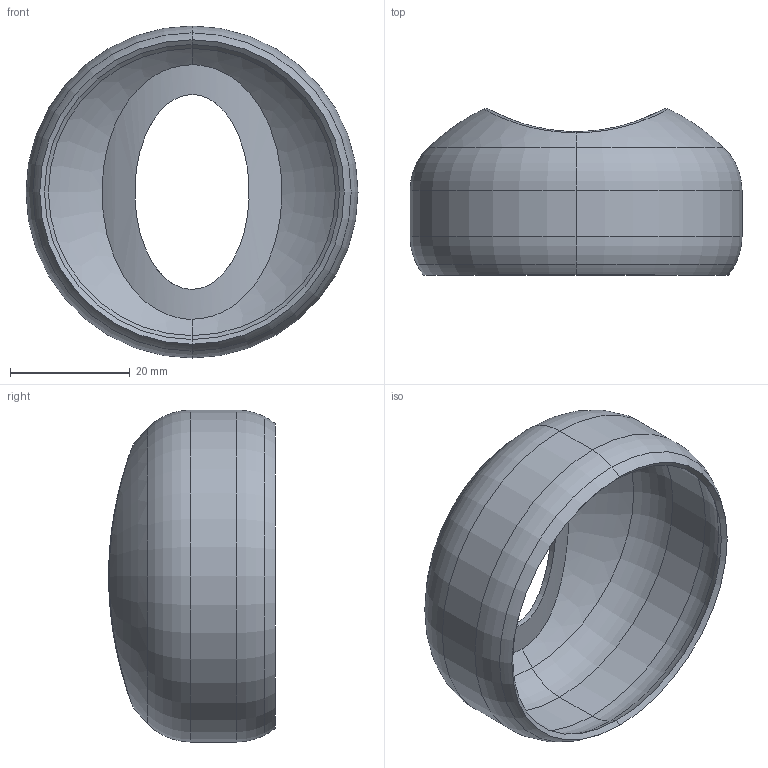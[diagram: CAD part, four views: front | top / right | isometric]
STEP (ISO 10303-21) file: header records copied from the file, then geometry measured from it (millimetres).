
FILE_DESCRIPTION (( 'STEP AP214' ), '1' );
FILE_NAME ('àðò. KRT307.STEP', '2014-07-17T14:45:27', ( '' ), ( '' ), 'SwSTEP 2.0', 'SolidWorks 2014', '' );
FILE_SCHEMA (( 'AUTOMOTIVE_DESIGN' ));
Length unit declared in the file: millimetre
Products named in the file (1): àðò. KRT307
Bounding box: 55.5 x 27.87 x 55.5 mm (x, y, z)
Volume: 5301.5 mm3; surface area: 10849.6 mm2
Topology: 1 solids, 1 shells, 28 faces, 58 edges, 32 vertices
Faces by surface type: torus 16, cylinder 6, bspline 4, cone 2
Entity records: 1854 total; most frequent: CARTESIAN_POINT 1233, DIRECTION 134, ORIENTED_EDGE 116, AXIS2_PLACEMENT_3D 63, EDGE_CURVE 58, CIRCLE 38, VERTEX_POINT 32, EDGE_LOOP 30
